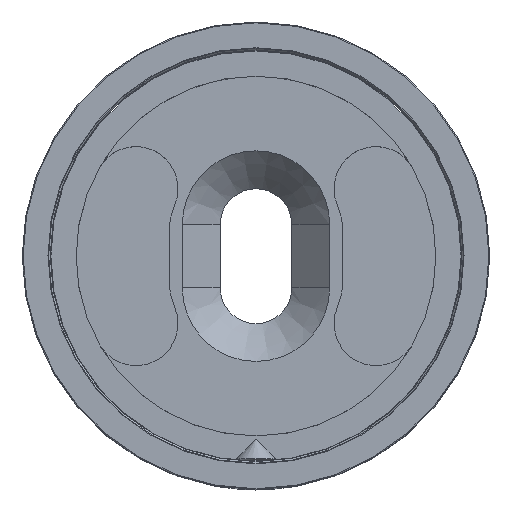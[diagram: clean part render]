
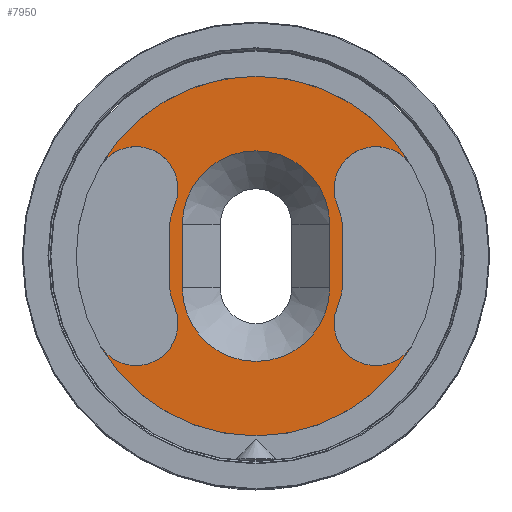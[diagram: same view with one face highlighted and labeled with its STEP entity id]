
A CAD part, top view. The second image highlights one B-rep face of the part: STEP entity #7950.
In plain terms, the highlighted planar face has unit normal (0, 0, 1).
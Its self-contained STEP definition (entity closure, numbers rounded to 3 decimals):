
#266 = EDGE_CURVE ( 'NONE', #9690, #4370, #3610, .T. ) ;
#309 = CIRCLE ( 'NONE', #12248, 10.38 ) ;
#389 = EDGE_CURVE ( 'NONE', #2089, #9093, #8231, .T. ) ;
#467 = AXIS2_PLACEMENT_3D ( 'NONE', #5700, #3065, #10671 ) ;
#584 = ORIENTED_EDGE ( 'NONE', *, *, #4899, .T. ) ;
#735 = PLANE ( 'NONE',  #3629 ) ;
#744 = CARTESIAN_POINT ( 'NONE',  ( 14.259, -8., 6.1 ) ) ;
#749 = AXIS2_PLACEMENT_3D ( 'NONE', #7550, #6191, #8590 ) ;
#870 = VECTOR ( 'NONE', #13251, 1000. ) ;
#1141 = CARTESIAN_POINT ( 'NONE',  ( -8.75, 3.75, 6.1 ) ) ;
#1188 = AXIS2_PLACEMENT_3D ( 'NONE', #6243, #16513, #3659 ) ;
#1216 = LINE ( 'NONE', #14370, #10993 ) ;
#1328 = AXIS2_PLACEMENT_3D ( 'NONE', #16226, #7373, #3495 ) ;
#1398 = CARTESIAN_POINT ( 'NONE',  ( 0., -2.236, 6.1 ) ) ;
#1453 = DIRECTION ( 'NONE',  ( 1., 0., 0. ) ) ;
#1502 = CIRCLE ( 'NONE', #16459, 10.38 ) ;
#1663 = CARTESIAN_POINT ( 'NONE',  ( 10.25, 0., 6.1 ) ) ;
#1828 = VERTEX_POINT ( 'NONE', #12387 ) ;
#1910 = DIRECTION ( 'NONE',  ( 0., 0., 1. ) ) ;
#2089 = VERTEX_POINT ( 'NONE', #2252 ) ;
#2142 = DIRECTION ( 'NONE',  ( 1., 0., 0. ) ) ;
#2252 = CARTESIAN_POINT ( 'NONE',  ( 8.75, 3.75, 6.1 ) ) ;
#2455 = EDGE_CURVE ( 'NONE', #15803, #2089, #1216, .T. ) ;
#2505 = CARTESIAN_POINT ( 'NONE',  ( 9.624, -6.126, 6.1 ) ) ;
#2556 = EDGE_CURVE ( 'NONE', #12290, #15803, #11995, .T. ) ;
#2559 = CIRCLE ( 'NONE', #12193, 21.35 ) ;
#2647 = ORIENTED_EDGE ( 'NONE', *, *, #11952, .T. ) ;
#2776 = CARTESIAN_POINT ( 'NONE',  ( 0., 2.236, 6.1 ) ) ;
#3065 = DIRECTION ( 'NONE',  ( 0., 0., 1. ) ) ;
#3174 = DIRECTION ( 'NONE',  ( 0., 0., -1. ) ) ;
#3245 = ORIENTED_EDGE ( 'NONE', *, *, #12181, .T. ) ;
#3495 = DIRECTION ( 'NONE',  ( 1., 0., 0. ) ) ;
#3541 = DIRECTION ( 'NONE',  ( 0., 0., 1. ) ) ;
#3610 = CIRCLE ( 'NONE', #15548, 10.38 ) ;
#3629 = AXIS2_PLACEMENT_3D ( 'NONE', #16084, #16025, #5695 ) ;
#3659 = DIRECTION ( 'NONE',  ( 1., 0., 0. ) ) ;
#3718 = CARTESIAN_POINT ( 'NONE',  ( -10.25, 3.874, 6.1 ) ) ;
#3976 = VERTEX_POINT ( 'NONE', #11181 ) ;
#4058 = DIRECTION ( 'NONE',  ( 0., 0., 1. ) ) ;
#4120 = DIRECTION ( 'NONE',  ( 0., 1., 0. ) ) ;
#4121 = EDGE_CURVE ( 'NONE', #12226, #16135, #2559, .T. ) ;
#4199 = CARTESIAN_POINT ( 'NONE',  ( -8.75, -3.75, 6.1 ) ) ;
#4362 = CARTESIAN_POINT ( 'NONE',  ( -18.62, -10.446, 6.1 ) ) ;
#4370 = VERTEX_POINT ( 'NONE', #9969 ) ;
#4393 = ORIENTED_EDGE ( 'NONE', *, *, #2556, .F. ) ;
#4723 = VECTOR ( 'NONE', #15023, 1000. ) ;
#4899 = EDGE_CURVE ( 'NONE', #12290, #9093, #11556, .T. ) ;
#4977 = VERTEX_POINT ( 'NONE', #7518 ) ;
#5236 = CIRCLE ( 'NONE', #10221, 10.38 ) ;
#5298 = CIRCLE ( 'NONE', #13115, 5. ) ;
#5338 = DIRECTION ( 'NONE',  ( 1., 0., 0. ) ) ;
#5564 = VERTEX_POINT ( 'NONE', #3718 ) ;
#5695 = DIRECTION ( 'NONE',  ( 1., 0., 0. ) ) ;
#5698 = CARTESIAN_POINT ( 'NONE',  ( 14.259, 8., 6.1 ) ) ;
#5700 = CARTESIAN_POINT ( 'NONE',  ( 0., -3.75, 6.1 ) ) ;
#5848 = EDGE_CURVE ( 'NONE', #3976, #10831, #13232, .T. ) ;
#5875 = DIRECTION ( 'NONE',  ( 1., 0., 0. ) ) ;
#6191 = DIRECTION ( 'NONE',  ( 0., 0., 1. ) ) ;
#6239 = ORIENTED_EDGE ( 'NONE', *, *, #8495, .F. ) ;
#6243 = CARTESIAN_POINT ( 'NONE',  ( 0., 3.75, 6.1 ) ) ;
#6543 = CARTESIAN_POINT ( 'NONE',  ( 18.62, 10.446, 6.1 ) ) ;
#6638 = DIRECTION ( 'NONE',  ( 0., 1., 0. ) ) ;
#6705 = DIRECTION ( 'NONE',  ( 0., 0., 1. ) ) ;
#7003 = AXIS2_PLACEMENT_3D ( 'NONE', #15808, #8119, #9329 ) ;
#7278 = LINE ( 'NONE', #1663, #870 ) ;
#7296 = CARTESIAN_POINT ( 'NONE',  ( -8.75, -3.75, 6.1 ) ) ;
#7373 = DIRECTION ( 'NONE',  ( 0., 0., 1. ) ) ;
#7507 = CIRCLE ( 'NONE', #1328, 21.35 ) ;
#7518 = CARTESIAN_POINT ( 'NONE',  ( -18.62, 10.446, 6.1 ) ) ;
#7550 = CARTESIAN_POINT ( 'NONE',  ( -14.259, 8., 6.1 ) ) ;
#7714 = CARTESIAN_POINT ( 'NONE',  ( -10.25, -3.874, 6.1 ) ) ;
#7950 = ADVANCED_FACE ( 'NONE', ( #15786, #14201 ), #735, .T. ) ;
#8119 = DIRECTION ( 'NONE',  ( 0., 0., -1. ) ) ;
#8131 = CIRCLE ( 'NONE', #749, 5. ) ;
#8231 = CIRCLE ( 'NONE', #1188, 8.75 ) ;
#8454 = LINE ( 'NONE', #10500, #15488 ) ;
#8486 = ORIENTED_EDGE ( 'NONE', *, *, #10126, .T. ) ;
#8495 = EDGE_CURVE ( 'NONE', #9780, #4977, #8131, .T. ) ;
#8590 = DIRECTION ( 'NONE',  ( 1., 0., 0. ) ) ;
#8628 = ORIENTED_EDGE ( 'NONE', *, *, #266, .T. ) ;
#8664 = DIRECTION ( 'NONE',  ( 1., 0., 0. ) ) ;
#8879 = CARTESIAN_POINT ( 'NONE',  ( 0., 0., 6.1 ) ) ;
#9093 = VERTEX_POINT ( 'NONE', #1141 ) ;
#9231 = CARTESIAN_POINT ( 'NONE',  ( -9.624, 6.126, 6.1 ) ) ;
#9329 = DIRECTION ( 'NONE',  ( 1., 0., 0. ) ) ;
#9410 = CARTESIAN_POINT ( 'NONE',  ( 0., 2.236, 6.1 ) ) ;
#9452 = ORIENTED_EDGE ( 'NONE', *, *, #11674, .T. ) ;
#9690 = VERTEX_POINT ( 'NONE', #7714 ) ;
#9780 = VERTEX_POINT ( 'NONE', #9231 ) ;
#9816 = ORIENTED_EDGE ( 'NONE', *, *, #2455, .F. ) ;
#9969 = CARTESIAN_POINT ( 'NONE',  ( -9.624, -6.126, 6.1 ) ) ;
#10126 = EDGE_CURVE ( 'NONE', #15686, #13459, #309, .T. ) ;
#10221 = AXIS2_PLACEMENT_3D ( 'NONE', #9410, #6705, #5338 ) ;
#10243 = EDGE_CURVE ( 'NONE', #15686, #16135, #5298, .T. ) ;
#10342 = EDGE_LOOP ( 'NONE', ( #15636, #14213, #2647, #6239, #9452, #10781, #8628, #3245, #11200, #14638, #8486, #16017 ) ) ;
#10500 = CARTESIAN_POINT ( 'NONE',  ( -10.25, 0., 6.1 ) ) ;
#10671 = DIRECTION ( 'NONE',  ( 1., 0., 0. ) ) ;
#10781 = ORIENTED_EDGE ( 'NONE', *, *, #14135, .F. ) ;
#10831 = VERTEX_POINT ( 'NONE', #6543 ) ;
#10993 = VECTOR ( 'NONE', #6638, 1000. ) ;
#11181 = CARTESIAN_POINT ( 'NONE',  ( 9.624, 6.126, 6.1 ) ) ;
#11200 = ORIENTED_EDGE ( 'NONE', *, *, #4121, .T. ) ;
#11556 = LINE ( 'NONE', #7296, #4723 ) ;
#11674 = EDGE_CURVE ( 'NONE', #9780, #5564, #1502, .T. ) ;
#11718 = CARTESIAN_POINT ( 'NONE',  ( 10.25, -3.874, 6.1 ) ) ;
#11767 = AXIS2_PLACEMENT_3D ( 'NONE', #5698, #3174, #5875 ) ;
#11952 = EDGE_CURVE ( 'NONE', #10831, #4977, #7507, .T. ) ;
#11995 = CIRCLE ( 'NONE', #467, 8.75 ) ;
#12181 = EDGE_CURVE ( 'NONE', #4370, #12226, #15325, .T. ) ;
#12193 = AXIS2_PLACEMENT_3D ( 'NONE', #8879, #16351, #8664 ) ;
#12226 = VERTEX_POINT ( 'NONE', #4362 ) ;
#12248 = AXIS2_PLACEMENT_3D ( 'NONE', #16215, #3541, #2142 ) ;
#12290 = VERTEX_POINT ( 'NONE', #4199 ) ;
#12379 = DIRECTION ( 'NONE',  ( 1., 0., 0. ) ) ;
#12387 = CARTESIAN_POINT ( 'NONE',  ( 10.25, 3.874, 6.1 ) ) ;
#12930 = DIRECTION ( 'NONE',  ( 1., 0., 0. ) ) ;
#13115 = AXIS2_PLACEMENT_3D ( 'NONE', #744, #1910, #12379 ) ;
#13232 = CIRCLE ( 'NONE', #11767, 5. ) ;
#13251 = DIRECTION ( 'NONE',  ( 0., 1., 0. ) ) ;
#13273 = EDGE_CURVE ( 'NONE', #13459, #1828, #7278, .T. ) ;
#13459 = VERTEX_POINT ( 'NONE', #11718 ) ;
#14125 = DIRECTION ( 'NONE',  ( 0., 0., 1. ) ) ;
#14135 = EDGE_CURVE ( 'NONE', #9690, #5564, #8454, .T. ) ;
#14201 = FACE_OUTER_BOUND ( 'NONE', #10342, .T. ) ;
#14213 = ORIENTED_EDGE ( 'NONE', *, *, #5848, .T. ) ;
#14224 = CARTESIAN_POINT ( 'NONE',  ( 8.75, -3.75, 6.1 ) ) ;
#14370 = CARTESIAN_POINT ( 'NONE',  ( 8.75, -3.75, 6.1 ) ) ;
#14387 = ORIENTED_EDGE ( 'NONE', *, *, #389, .F. ) ;
#14440 = EDGE_CURVE ( 'NONE', #1828, #3976, #5236, .T. ) ;
#14638 = ORIENTED_EDGE ( 'NONE', *, *, #10243, .F. ) ;
#15023 = DIRECTION ( 'NONE',  ( 0., 1., 0. ) ) ;
#15325 = CIRCLE ( 'NONE', #7003, 5. ) ;
#15329 = CARTESIAN_POINT ( 'NONE',  ( 18.62, -10.446, 6.1 ) ) ;
#15488 = VECTOR ( 'NONE', #4120, 1000. ) ;
#15548 = AXIS2_PLACEMENT_3D ( 'NONE', #1398, #14125, #1453 ) ;
#15636 = ORIENTED_EDGE ( 'NONE', *, *, #14440, .T. ) ;
#15686 = VERTEX_POINT ( 'NONE', #2505 ) ;
#15741 = EDGE_LOOP ( 'NONE', ( #9816, #4393, #584, #14387 ) ) ;
#15786 = FACE_BOUND ( 'NONE', #15741, .T. ) ;
#15803 = VERTEX_POINT ( 'NONE', #14224 ) ;
#15808 = CARTESIAN_POINT ( 'NONE',  ( -14.259, -8., 6.1 ) ) ;
#16017 = ORIENTED_EDGE ( 'NONE', *, *, #13273, .T. ) ;
#16025 = DIRECTION ( 'NONE',  ( 0., 0., 1. ) ) ;
#16084 = CARTESIAN_POINT ( 'NONE',  ( 0., 0., 6.1 ) ) ;
#16135 = VERTEX_POINT ( 'NONE', #15329 ) ;
#16215 = CARTESIAN_POINT ( 'NONE',  ( 0., -2.236, 6.1 ) ) ;
#16226 = CARTESIAN_POINT ( 'NONE',  ( 0., 0., 6.1 ) ) ;
#16351 = DIRECTION ( 'NONE',  ( 0., 0., 1. ) ) ;
#16459 = AXIS2_PLACEMENT_3D ( 'NONE', #2776, #4058, #12930 ) ;
#16513 = DIRECTION ( 'NONE',  ( 0., 0., 1. ) ) ;
